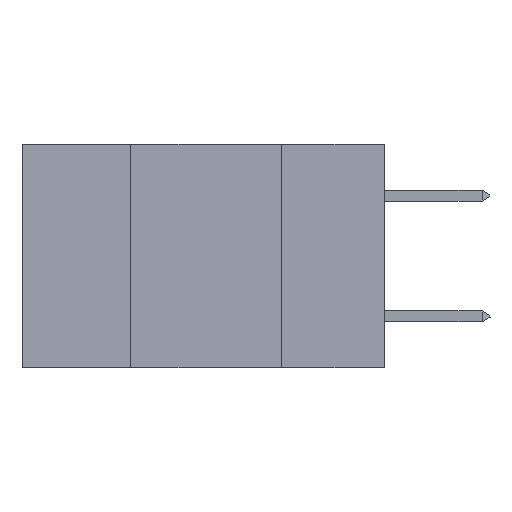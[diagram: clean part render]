
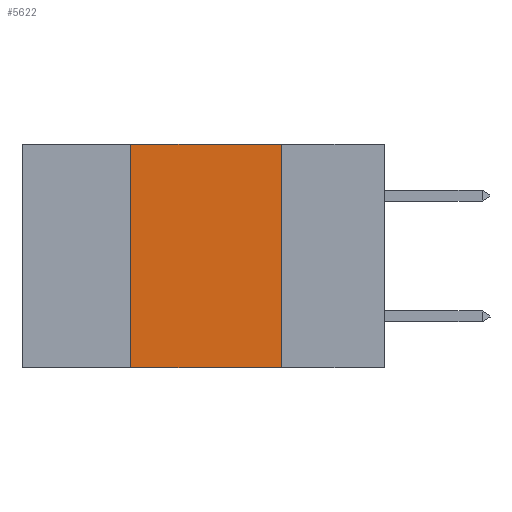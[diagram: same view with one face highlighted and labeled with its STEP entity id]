
A CAD part, left-side view. The second image highlights one B-rep face of the part: STEP entity #5622.
In plain terms, the highlighted planar face has unit normal (-1, 0, 0).
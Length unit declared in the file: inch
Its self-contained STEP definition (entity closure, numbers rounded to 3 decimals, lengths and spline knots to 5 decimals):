
#215 = CARTESIAN_POINT ( 'NONE',  ( 0., 0.17, 0. ) ) ;
#367 = ORIENTED_EDGE ( 'NONE', *, *, #13321, .F. ) ;
#1453 = VERTEX_POINT ( 'NONE', #4703 ) ;
#2688 = CARTESIAN_POINT ( 'NONE',  ( 0., 0.6, 0. ) ) ;
#2702 = ORIENTED_EDGE ( 'NONE', *, *, #14827, .T. ) ;
#2948 = CARTESIAN_POINT ( 'NONE',  ( 0., 0.17, -0.37 ) ) ;
#4703 = CARTESIAN_POINT ( 'NONE',  ( 0., 0.42, 0. ) ) ;
#4720 = ORIENTED_EDGE ( 'NONE', *, *, #17511, .F. ) ;
#5211 = FACE_OUTER_BOUND ( 'NONE', #16136, .T. ) ;
#5463 = CARTESIAN_POINT ( 'NONE',  ( 0., 0.42, -0.37 ) ) ;
#5469 = DIRECTION ( 'NONE',  ( 0., -1., 0. ) ) ;
#5622 = ADVANCED_FACE ( 'NONE', ( #5211 ), #16629, .F. ) ;
#6840 = LINE ( 'NONE', #14781, #14112 ) ;
#7982 = EDGE_CURVE ( 'NONE', #1453, #13029, #14908, .T. ) ;
#8103 = VERTEX_POINT ( 'NONE', #2948 ) ;
#10168 = LINE ( 'NONE', #215, #13996 ) ;
#10726 = DIRECTION ( 'NONE',  ( 0., 0., -1. ) ) ;
#11099 = VECTOR ( 'NONE', #18609, 39.37008 ) ;
#11248 = VECTOR ( 'NONE', #5469, 39.37008 ) ;
#11706 = LINE ( 'NONE', #12757, #11248 ) ;
#12757 = CARTESIAN_POINT ( 'NONE',  ( 0., 0.6, -0.37 ) ) ;
#13029 = VERTEX_POINT ( 'NONE', #18267 ) ;
#13321 = EDGE_CURVE ( 'NONE', #13029, #8103, #10168, .T. ) ;
#13996 = VECTOR ( 'NONE', #10726, 39.37008 ) ;
#14112 = VECTOR ( 'NONE', #16206, 39.37008 ) ;
#14781 = CARTESIAN_POINT ( 'NONE',  ( 0., 0.42, 0. ) ) ;
#14827 = EDGE_CURVE ( 'NONE', #18672, #8103, #11706, .T. ) ;
#14908 = LINE ( 'NONE', #2688, #11099 ) ;
#16136 = EDGE_LOOP ( 'NONE', ( #367, #17256, #4720, #2702 ) ) ;
#16206 = DIRECTION ( 'NONE',  ( 0., 0., 1. ) ) ;
#16604 = DIRECTION ( 'NONE',  ( 0., 0., -1. ) ) ;
#16627 = DIRECTION ( 'NONE',  ( 1., 0., 0. ) ) ;
#16629 = PLANE ( 'NONE',  #17947 ) ;
#16794 = CARTESIAN_POINT ( 'NONE',  ( 0., 0.6, 0. ) ) ;
#17256 = ORIENTED_EDGE ( 'NONE', *, *, #7982, .F. ) ;
#17511 = EDGE_CURVE ( 'NONE', #18672, #1453, #6840, .T. ) ;
#17947 = AXIS2_PLACEMENT_3D ( 'NONE', #16794, #16627, #16604 ) ;
#18267 = CARTESIAN_POINT ( 'NONE',  ( 0., 0.17, 0. ) ) ;
#18609 = DIRECTION ( 'NONE',  ( 0., -1., 0. ) ) ;
#18672 = VERTEX_POINT ( 'NONE', #5463 ) ;
